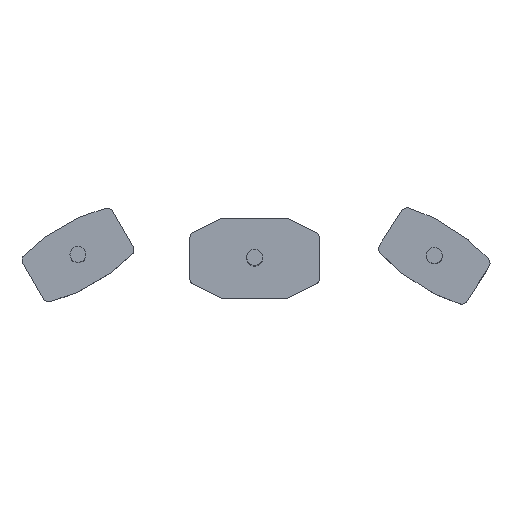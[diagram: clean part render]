
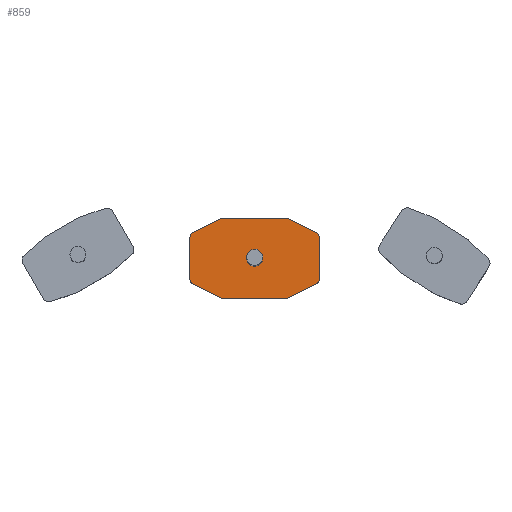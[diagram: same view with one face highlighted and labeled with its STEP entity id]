
A CAD part, top view. The second image highlights one B-rep face of the part: STEP entity #859.
In plain terms, the highlighted planar face has unit normal (0, 0, 1).
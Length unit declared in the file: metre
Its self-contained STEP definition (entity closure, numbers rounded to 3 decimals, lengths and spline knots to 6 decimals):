
#166=CIRCLE('',#1245,0.01);
#167=CIRCLE('',#1246,0.01);
#168=CIRCLE('',#1247,0.01);
#169=CIRCLE('',#1248,0.01);
#170=CIRCLE('',#1249,0.01);
#171=CIRCLE('',#1250,0.01);
#172=CIRCLE('',#1251,0.01);
#173=CIRCLE('',#1252,0.01);
#300=ORIENTED_EDGE('',*,*,#448,.F.);
#301=ORIENTED_EDGE('',*,*,#450,.T.);
#302=ORIENTED_EDGE('',*,*,#451,.T.);
#303=ORIENTED_EDGE('',*,*,#452,.T.);
#304=ORIENTED_EDGE('',*,*,#434,.F.);
#305=ORIENTED_EDGE('',*,*,#453,.T.);
#306=ORIENTED_EDGE('',*,*,#454,.T.);
#307=ORIENTED_EDGE('',*,*,#455,.T.);
#308=ORIENTED_EDGE('',*,*,#438,.T.);
#309=ORIENTED_EDGE('',*,*,#456,.T.);
#310=ORIENTED_EDGE('',*,*,#457,.T.);
#311=ORIENTED_EDGE('',*,*,#458,.T.);
#312=ORIENTED_EDGE('',*,*,#442,.T.);
#313=ORIENTED_EDGE('',*,*,#459,.T.);
#314=ORIENTED_EDGE('',*,*,#460,.T.);
#315=ORIENTED_EDGE('',*,*,#461,.T.);
#434=EDGE_CURVE('',#518,#519,#584,.T.);
#438=EDGE_CURVE('',#522,#523,#588,.T.);
#442=EDGE_CURVE('',#526,#527,#592,.T.);
#448=EDGE_CURVE('',#532,#533,#598,.T.);
#450=EDGE_CURVE('',#532,#534,#166,.T.);
#451=EDGE_CURVE('',#534,#535,#600,.F.);
#452=EDGE_CURVE('',#535,#519,#167,.T.);
#453=EDGE_CURVE('',#518,#536,#168,.T.);
#454=EDGE_CURVE('',#536,#537,#601,.T.);
#455=EDGE_CURVE('',#537,#522,#169,.T.);
#456=EDGE_CURVE('',#523,#538,#170,.T.);
#457=EDGE_CURVE('',#538,#539,#602,.F.);
#458=EDGE_CURVE('',#539,#526,#171,.T.);
#459=EDGE_CURVE('',#527,#540,#172,.T.);
#460=EDGE_CURVE('',#540,#541,#603,.T.);
#461=EDGE_CURVE('',#541,#533,#173,.T.);
#518=VERTEX_POINT('',#1693);
#519=VERTEX_POINT('',#1694);
#522=VERTEX_POINT('',#1702);
#523=VERTEX_POINT('',#1703);
#526=VERTEX_POINT('',#1711);
#527=VERTEX_POINT('',#1712);
#532=VERTEX_POINT('',#1723);
#533=VERTEX_POINT('',#1725);
#534=VERTEX_POINT('',#1729);
#535=VERTEX_POINT('',#1731);
#536=VERTEX_POINT('',#1734);
#537=VERTEX_POINT('',#1736);
#538=VERTEX_POINT('',#1739);
#539=VERTEX_POINT('',#1741);
#540=VERTEX_POINT('',#1744);
#541=VERTEX_POINT('',#1746);
#584=LINE('',#1692,#648);
#588=LINE('',#1701,#652);
#592=LINE('',#1710,#656);
#598=LINE('',#1724,#662);
#600=LINE('',#1730,#664);
#601=LINE('',#1735,#665);
#602=LINE('',#1740,#666);
#603=LINE('',#1745,#667);
#648=VECTOR('',#1439,1.);
#652=VECTOR('',#1445,1.);
#656=VECTOR('',#1451,1.);
#662=VECTOR('',#1459,1.);
#664=VECTOR('',#1465,1.);
#665=VECTOR('',#1470,1.);
#666=VECTOR('',#1475,1.);
#667=VECTOR('',#1480,1.);
#706=EDGE_LOOP('',(#300,#301,#302,#303,#304,#305,#306,#307,#308,#309,#310,
#311,#312,#313,#314,#315));
#750=FACE_BOUND('',#706,.T.);
#784=PLANE('',#1244);
#859=ADVANCED_FACE('',(#750),#784,.T.);
#1244=AXIS2_PLACEMENT_3D('',#1727,#1461,#1462);
#1245=AXIS2_PLACEMENT_3D('',#1728,#1463,#1464);
#1246=AXIS2_PLACEMENT_3D('',#1732,#1466,#1467);
#1247=AXIS2_PLACEMENT_3D('',#1733,#1468,#1469);
#1248=AXIS2_PLACEMENT_3D('',#1737,#1471,#1472);
#1249=AXIS2_PLACEMENT_3D('',#1738,#1473,#1474);
#1250=AXIS2_PLACEMENT_3D('',#1742,#1476,#1477);
#1251=AXIS2_PLACEMENT_3D('',#1743,#1478,#1479);
#1252=AXIS2_PLACEMENT_3D('',#1747,#1481,#1482);
#1439=DIRECTION('',(1.,0.,0.));
#1445=DIRECTION('',(0.,-1.,0.));
#1451=DIRECTION('',(1.,0.,0.));
#1459=DIRECTION('',(0.,-1.,0.));
#1461=DIRECTION('',(0.,0.,1.));
#1462=DIRECTION('',(1.,0.,0.));
#1463=DIRECTION('',(0.,0.,1.));
#1464=DIRECTION('',(1.,0.,0.));
#1465=DIRECTION('',(0.894,-0.447,0.));
#1466=DIRECTION('',(0.,0.,1.));
#1467=DIRECTION('',(1.,0.,0.));
#1468=DIRECTION('',(0.,0.,1.));
#1469=DIRECTION('',(1.,0.,0.));
#1470=DIRECTION('',(-0.894,-0.447,0.));
#1471=DIRECTION('',(0.,0.,1.));
#1472=DIRECTION('',(1.,0.,0.));
#1473=DIRECTION('',(0.,0.,1.));
#1474=DIRECTION('',(1.,0.,0.));
#1475=DIRECTION('',(-0.894,0.447,0.));
#1476=DIRECTION('',(0.,0.,1.));
#1477=DIRECTION('',(1.,0.,0.));
#1478=DIRECTION('',(0.,0.,1.));
#1479=DIRECTION('',(1.,0.,0.));
#1480=DIRECTION('',(0.894,0.447,0.));
#1481=DIRECTION('',(0.,0.,1.));
#1482=DIRECTION('',(1.,0.,0.));
#1692=CARTESIAN_POINT('',(0.,0.0625,0.0127));
#1693=CARTESIAN_POINT('',(-0.048889,0.0625,0.0127));
#1694=CARTESIAN_POINT('',(0.048889,0.0625,0.0127));
#1701=CARTESIAN_POINT('',(-0.10125,0.,0.0127));
#1702=CARTESIAN_POINT('',(-0.10125,0.03132,0.0127));
#1703=CARTESIAN_POINT('',(-0.10125,-0.03132,0.0127));
#1710=CARTESIAN_POINT('',(0.,-0.0625,0.0127));
#1711=CARTESIAN_POINT('',(-0.048889,-0.0625,0.0127));
#1712=CARTESIAN_POINT('',(0.048889,-0.0625,0.0127));
#1723=CARTESIAN_POINT('',(0.10125,0.03132,0.0127));
#1724=CARTESIAN_POINT('',(0.10125,0.,0.0127));
#1725=CARTESIAN_POINT('',(0.10125,-0.03132,0.0127));
#1727=CARTESIAN_POINT('',(0.,0.,0.0127));
#1728=CARTESIAN_POINT('',(0.09125,0.03132,0.0127));
#1729=CARTESIAN_POINT('',(0.095722,0.040264,0.0127));
#1730=CARTESIAN_POINT('',(0.03525,0.0705,0.0127));
#1731=CARTESIAN_POINT('',(0.053361,0.061444,0.0127));
#1732=CARTESIAN_POINT('',(0.048889,0.0525,0.0127));
#1733=CARTESIAN_POINT('',(-0.048889,0.0525,0.0127));
#1734=CARTESIAN_POINT('',(-0.053361,0.061444,0.0127));
#1735=CARTESIAN_POINT('',(-0.03525,0.0705,0.0127));
#1736=CARTESIAN_POINT('',(-0.095722,0.040264,0.0127));
#1737=CARTESIAN_POINT('',(-0.09125,0.03132,0.0127));
#1738=CARTESIAN_POINT('',(-0.09125,-0.03132,0.0127));
#1739=CARTESIAN_POINT('',(-0.095722,-0.040264,0.0127));
#1740=CARTESIAN_POINT('',(-0.03525,-0.0705,0.0127));
#1741=CARTESIAN_POINT('',(-0.053361,-0.061444,0.0127));
#1742=CARTESIAN_POINT('',(-0.048889,-0.0525,0.0127));
#1743=CARTESIAN_POINT('',(0.048889,-0.0525,0.0127));
#1744=CARTESIAN_POINT('',(0.053361,-0.061444,0.0127));
#1745=CARTESIAN_POINT('',(0.03525,-0.0705,0.0127));
#1746=CARTESIAN_POINT('',(0.095722,-0.040264,0.0127));
#1747=CARTESIAN_POINT('',(0.09125,-0.03132,0.0127));
